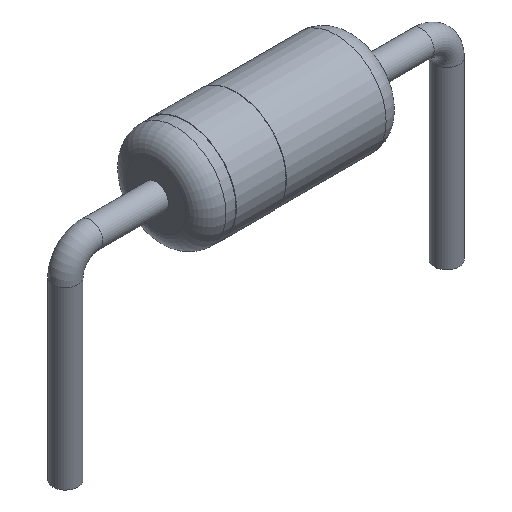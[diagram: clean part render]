
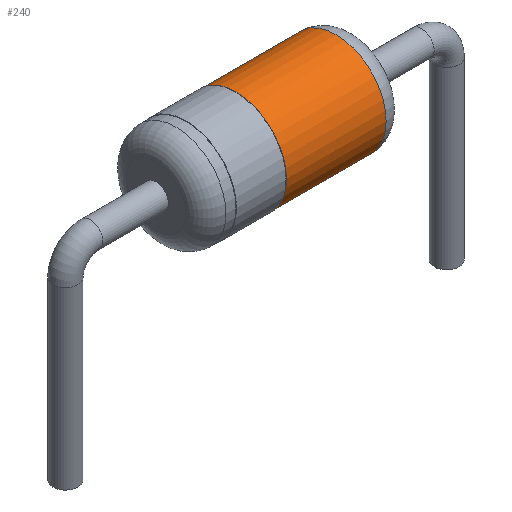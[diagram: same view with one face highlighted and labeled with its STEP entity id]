
A CAD part, isometric view. The second image highlights one B-rep face of the part: STEP entity #240.
In plain terms, the highlighted cylindrical face has radius 1 mm (diameter 2 mm), a full revolution.
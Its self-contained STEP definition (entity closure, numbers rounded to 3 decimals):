
#44=FACE_OUTER_BOUND('',#63,.T.);
#63=EDGE_LOOP('',(#205,#206,#207,#208));
#76=LINE('',#450,#83);
#83=VECTOR('',#375,1.);
#101=CIRCLE('',#288,1.);
#103=CIRCLE('',#292,1.);
#123=VERTEX_POINT('',#441);
#125=VERTEX_POINT('',#448);
#150=EDGE_CURVE('',#123,#123,#101,.T.);
#153=EDGE_CURVE('',#125,#125,#103,.T.);
#154=EDGE_CURVE('',#125,#123,#76,.T.);
#205=ORIENTED_EDGE('',*,*,#153,.F.);
#206=ORIENTED_EDGE('',*,*,#154,.T.);
#207=ORIENTED_EDGE('',*,*,#150,.T.);
#208=ORIENTED_EDGE('',*,*,#154,.F.);
#227=CYLINDRICAL_SURFACE('',#291,1.);
#240=ADVANCED_FACE('',(#44),#227,.T.);
#288=AXIS2_PLACEMENT_3D('',#442,#364,#365);
#291=AXIS2_PLACEMENT_3D('',#447,#371,#372);
#292=AXIS2_PLACEMENT_3D('',#449,#373,#374);
#364=DIRECTION('center_axis',(1.,0.,0.));
#365=DIRECTION('ref_axis',(0.,0.,1.));
#371=DIRECTION('center_axis',(1.,0.,0.));
#372=DIRECTION('ref_axis',(0.,0.,1.));
#373=DIRECTION('center_axis',(1.,0.,0.));
#374=DIRECTION('ref_axis',(0.,0.,1.));
#375=DIRECTION('',(-1.,0.,0.));
#441=CARTESIAN_POINT('',(3.41,0.,0.5));
#442=CARTESIAN_POINT('Origin',(3.41,0.,1.5));
#447=CARTESIAN_POINT('Origin',(1.81,0.,1.5));
#448=CARTESIAN_POINT('',(5.41,0.,0.5));
#449=CARTESIAN_POINT('Origin',(5.41,0.,1.5));
#450=CARTESIAN_POINT('',(1.81,0.,0.5));
